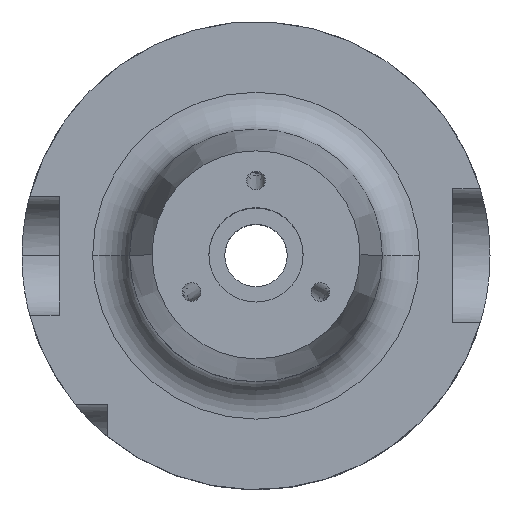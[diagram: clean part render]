
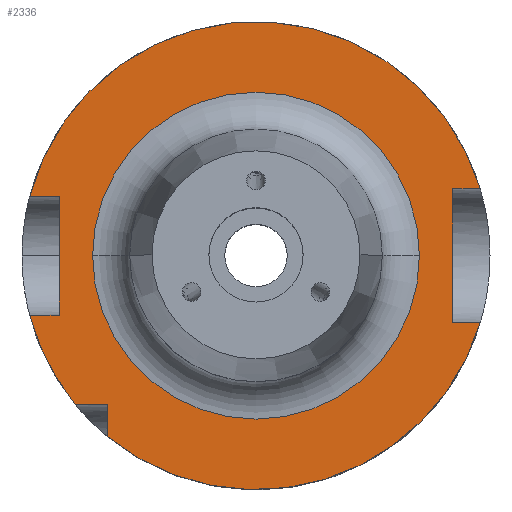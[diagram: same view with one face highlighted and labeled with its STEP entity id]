
A CAD part, top view. The second image highlights one B-rep face of the part: STEP entity #2336.
In plain terms, the highlighted planar face has unit normal (0, 0, 1).
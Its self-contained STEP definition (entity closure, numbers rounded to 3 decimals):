
#26 = LINE ( 'NONE', #2682, #1860 ) ;
#51 = FACE_OUTER_BOUND ( 'NONE', #2168, .T. ) ;
#61 = CARTESIAN_POINT ( 'NONE',  ( -26.5, 8., 26. ) ) ;
#62 = EDGE_CURVE ( 'NONE', #4509, #810, #3253, .T. ) ;
#93 = VERTEX_POINT ( 'NONE', #2811 ) ;
#114 = DIRECTION ( 'NONE',  ( 0., 1., 0. ) ) ;
#135 = CARTESIAN_POINT ( 'NONE',  ( 26.5, -9., 26. ) ) ;
#143 = ORIENTED_EDGE ( 'NONE', *, *, #3461, .F. ) ;
#191 = CIRCLE ( 'NONE', #742, 22. ) ;
#213 = CARTESIAN_POINT ( 'NONE',  ( 26.5, 22., 26. ) ) ;
#231 = EDGE_CURVE ( 'NONE', #810, #4509, #191, .T. ) ;
#272 = CARTESIAN_POINT ( 'NONE',  ( -20., -24.336, 26. ) ) ;
#285 = PLANE ( 'NONE',  #3979 ) ;
#477 = DIRECTION ( 'NONE',  ( 0., 0., -1. ) ) ;
#487 = DIRECTION ( 'NONE',  ( 1., 0., 0. ) ) ;
#496 = AXIS2_PLACEMENT_3D ( 'NONE', #767, #3164, #1108 ) ;
#679 = EDGE_CURVE ( 'NONE', #2012, #1522, #26, .T. ) ;
#738 = ORIENTED_EDGE ( 'NONE', *, *, #231, .T. ) ;
#742 = AXIS2_PLACEMENT_3D ( 'NONE', #3776, #4241, #4277 ) ;
#767 = CARTESIAN_POINT ( 'NONE',  ( 0., 0., 26. ) ) ;
#776 = DIRECTION ( 'NONE',  ( 0., 0., -1. ) ) ;
#781 = LINE ( 'NONE', #1172, #4498 ) ;
#810 = VERTEX_POINT ( 'NONE', #2722 ) ;
#903 = DIRECTION ( 'NONE',  ( 0., 1., 0. ) ) ;
#906 = CARTESIAN_POINT ( 'NONE',  ( 0., 8., 26. ) ) ;
#947 = VECTOR ( 'NONE', #2539, 1000. ) ;
#949 = ORIENTED_EDGE ( 'NONE', *, *, #679, .T. ) ;
#964 = VECTOR ( 'NONE', #3475, 1000. ) ;
#971 = DIRECTION ( 'NONE',  ( 1., 0., 0. ) ) ;
#979 = VERTEX_POINT ( 'NONE', #135 ) ;
#1014 = VERTEX_POINT ( 'NONE', #1916 ) ;
#1038 = LINE ( 'NONE', #4355, #947 ) ;
#1063 = LINE ( 'NONE', #1433, #964 ) ;
#1108 = DIRECTION ( 'NONE',  ( -1., 0., 0. ) ) ;
#1172 = CARTESIAN_POINT ( 'NONE',  ( 0., -8., 26. ) ) ;
#1220 = ORIENTED_EDGE ( 'NONE', *, *, #1230, .T. ) ;
#1230 = EDGE_CURVE ( 'NONE', #979, #2012, #4395, .T. ) ;
#1238 = EDGE_CURVE ( 'NONE', #4085, #1014, #781, .T. ) ;
#1257 = DIRECTION ( 'NONE',  ( -1., 0., 0. ) ) ;
#1429 = CARTESIAN_POINT ( 'NONE',  ( 22., 0., 26. ) ) ;
#1433 = CARTESIAN_POINT ( 'NONE',  ( -20., 22., 26. ) ) ;
#1522 = VERTEX_POINT ( 'NONE', #3173 ) ;
#1550 = EDGE_CURVE ( 'NONE', #4281, #979, #1038, .T. ) ;
#1603 = CARTESIAN_POINT ( 'NONE',  ( 0., -20., 26. ) ) ;
#1612 = ORIENTED_EDGE ( 'NONE', *, *, #1238, .F. ) ;
#1625 = ORIENTED_EDGE ( 'NONE', *, *, #3648, .F. ) ;
#1647 = CARTESIAN_POINT ( 'NONE',  ( -30.467, -8., 26. ) ) ;
#1778 = CIRCLE ( 'NONE', #4228, 31.5 ) ;
#1860 = VECTOR ( 'NONE', #2751, 1000. ) ;
#1916 = CARTESIAN_POINT ( 'NONE',  ( -26.5, -8., 26. ) ) ;
#2012 = VERTEX_POINT ( 'NONE', #3533 ) ;
#2063 = CARTESIAN_POINT ( 'NONE',  ( -20., -20., 26. ) ) ;
#2168 = EDGE_LOOP ( 'NONE', ( #2958, #3608, #3774, #3900, #1220, #949, #1625, #143, #4050, #1612, #3525 ) ) ;
#2328 = VERTEX_POINT ( 'NONE', #2686 ) ;
#2336 = ADVANCED_FACE ( 'NONE', ( #51, #3723 ), #285, .T. ) ;
#2359 = EDGE_CURVE ( 'NONE', #4281, #3060, #1778, .T. ) ;
#2421 = LINE ( 'NONE', #906, #4176 ) ;
#2426 = CARTESIAN_POINT ( 'NONE',  ( 0., 0., 26. ) ) ;
#2437 = DIRECTION ( 'NONE',  ( 0., 0., -1. ) ) ;
#2444 = AXIS2_PLACEMENT_3D ( 'NONE', #2426, #2437, #2448 ) ;
#2448 = DIRECTION ( 'NONE',  ( -1., 0., 0. ) ) ;
#2472 = EDGE_CURVE ( 'NONE', #1014, #4230, #4128, .T. ) ;
#2483 = AXIS2_PLACEMENT_3D ( 'NONE', #2537, #477, #2867 ) ;
#2501 = VECTOR ( 'NONE', #903, 1000. ) ;
#2537 = CARTESIAN_POINT ( 'NONE',  ( 0., 0., 26. ) ) ;
#2539 = DIRECTION ( 'NONE',  ( -1., 0., 0. ) ) ;
#2554 = CARTESIAN_POINT ( 'NONE',  ( -26.5, 22., 26. ) ) ;
#2586 = EDGE_LOOP ( 'NONE', ( #738, #2680 ) ) ;
#2680 = ORIENTED_EDGE ( 'NONE', *, *, #62, .T. ) ;
#2682 = CARTESIAN_POINT ( 'NONE',  ( 0., 9., 26. ) ) ;
#2686 = CARTESIAN_POINT ( 'NONE',  ( -24.336, -20., 26. ) ) ;
#2722 = CARTESIAN_POINT ( 'NONE',  ( -22., 0., 26. ) ) ;
#2751 = DIRECTION ( 'NONE',  ( 1., 0., 0. ) ) ;
#2788 = CIRCLE ( 'NONE', #496, 31.5 ) ;
#2811 = CARTESIAN_POINT ( 'NONE',  ( -30.467, 8., 26. ) ) ;
#2831 = CARTESIAN_POINT ( 'NONE',  ( 0., 0., 26. ) ) ;
#2867 = DIRECTION ( 'NONE',  ( -1., 0., 0. ) ) ;
#2958 = ORIENTED_EDGE ( 'NONE', *, *, #4456, .F. ) ;
#2994 = VECTOR ( 'NONE', #3654, 1000. ) ;
#3026 = DIRECTION ( 'NONE',  ( 0., 0., 1. ) ) ;
#3060 = VERTEX_POINT ( 'NONE', #272 ) ;
#3164 = DIRECTION ( 'NONE',  ( 0., 0., -1. ) ) ;
#3166 = VECTOR ( 'NONE', #114, 1000. ) ;
#3173 = CARTESIAN_POINT ( 'NONE',  ( 30.187, 9., 26. ) ) ;
#3175 = DIRECTION ( 'NONE',  ( -1., 0., 0. ) ) ;
#3253 = CIRCLE ( 'NONE', #2444, 22. ) ;
#3461 = EDGE_CURVE ( 'NONE', #4230, #93, #2421, .T. ) ;
#3475 = DIRECTION ( 'NONE',  ( 0., 1., 0. ) ) ;
#3525 = ORIENTED_EDGE ( 'NONE', *, *, #3958, .F. ) ;
#3533 = CARTESIAN_POINT ( 'NONE',  ( 26.5, 9., 26. ) ) ;
#3608 = ORIENTED_EDGE ( 'NONE', *, *, #3618, .F. ) ;
#3618 = EDGE_CURVE ( 'NONE', #3060, #4169, #1063, .T. ) ;
#3648 = EDGE_CURVE ( 'NONE', #93, #1522, #2788, .T. ) ;
#3654 = DIRECTION ( 'NONE',  ( -1., 0., 0. ) ) ;
#3704 = CIRCLE ( 'NONE', #2483, 31.5 ) ;
#3712 = CARTESIAN_POINT ( 'NONE',  ( 0., 22., 26. ) ) ;
#3723 = FACE_BOUND ( 'NONE', #2586, .T. ) ;
#3774 = ORIENTED_EDGE ( 'NONE', *, *, #2359, .F. ) ;
#3776 = CARTESIAN_POINT ( 'NONE',  ( 0., 0., 26. ) ) ;
#3900 = ORIENTED_EDGE ( 'NONE', *, *, #1550, .T. ) ;
#3958 = EDGE_CURVE ( 'NONE', #2328, #4085, #3704, .T. ) ;
#3979 = AXIS2_PLACEMENT_3D ( 'NONE', #3712, #3026, #971 ) ;
#4050 = ORIENTED_EDGE ( 'NONE', *, *, #2472, .F. ) ;
#4051 = LINE ( 'NONE', #1603, #2994 ) ;
#4085 = VERTEX_POINT ( 'NONE', #1647 ) ;
#4128 = LINE ( 'NONE', #2554, #3166 ) ;
#4169 = VERTEX_POINT ( 'NONE', #2063 ) ;
#4176 = VECTOR ( 'NONE', #1257, 1000. ) ;
#4228 = AXIS2_PLACEMENT_3D ( 'NONE', #2831, #776, #3175 ) ;
#4230 = VERTEX_POINT ( 'NONE', #61 ) ;
#4241 = DIRECTION ( 'NONE',  ( 0., 0., -1. ) ) ;
#4277 = DIRECTION ( 'NONE',  ( -1., 0., 0. ) ) ;
#4281 = VERTEX_POINT ( 'NONE', #4293 ) ;
#4293 = CARTESIAN_POINT ( 'NONE',  ( 30.187, -9., 26. ) ) ;
#4355 = CARTESIAN_POINT ( 'NONE',  ( 0., -9., 26. ) ) ;
#4395 = LINE ( 'NONE', #213, #2501 ) ;
#4456 = EDGE_CURVE ( 'NONE', #4169, #2328, #4051, .T. ) ;
#4498 = VECTOR ( 'NONE', #487, 1000. ) ;
#4509 = VERTEX_POINT ( 'NONE', #1429 ) ;
